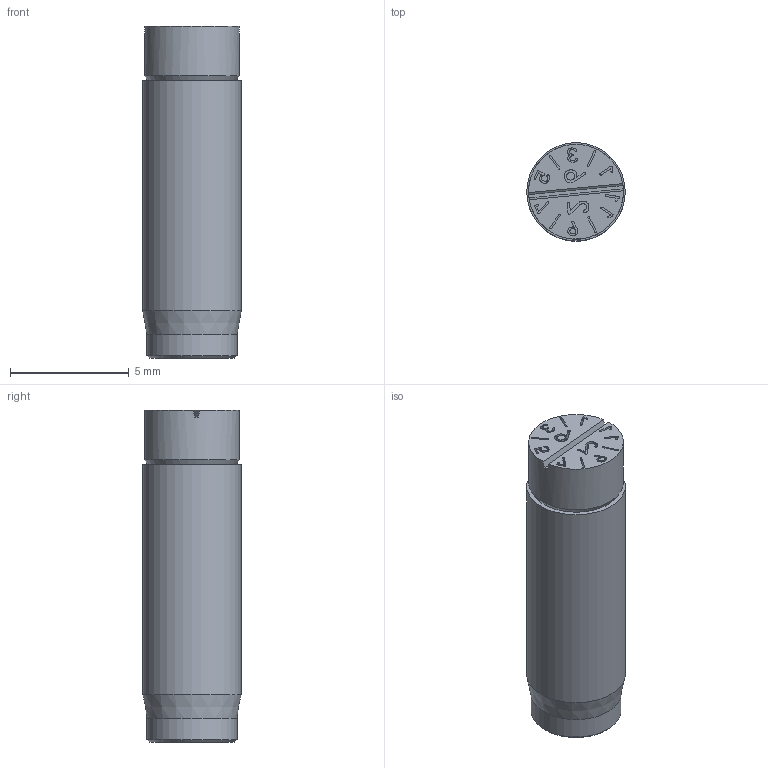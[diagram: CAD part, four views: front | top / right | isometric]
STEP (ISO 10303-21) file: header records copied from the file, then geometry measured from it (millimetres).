
FILE_DESCRIPTION(/* description */ (''),/* implementation_level */ '2;1');
FILE_NAME(/* name */ 'Dati-3000_A$4$Jahr.stp',/* time_stamp */ '2025-08-28T15:01:29+02:00',/* author */ ('olafg'),/* organization */ (''),/* preprocessor_version */ 'ST-DEVELOPER v20',/* originating_system */ 'Autodesk Inventor 2024',/* authorisation */ '');
FILE_SCHEMA (('AUTOMOTIVE_DESIGN { 1 0 10303 214 3 1 1 }'));
Length unit declared in the file: millimetre
Products named in the file (3): Zusammenbau 1004; 1004-01-00 Hülse; 2004-05-00 Stelleinsatz
Assembly tree (2 placements, depth 2):
  Zusammenbau 1004
    1004-01-00 Hülse
    2004-05-00 Stelleinsatz
Bounding box: 4.15 x 4.15 x 14 mm (x, y, z)
Volume: 168 mm3; surface area: 329.8 mm2
Topology: 2 solids, 2 shells, 210 faces, 566 edges, 376 vertices
Faces by surface type: bspline 124, plane 73, cone 7, cylinder 6
Full cylindrical faces by diameter (mm): 1.4 x1, 1.5 x1, 2 x1, 3.8 x1, 4 x1, 4.15 x1
Entity records: 7355 total; most frequent: CARTESIAN_POINT 2801, ORIENTED_EDGE 1132, EDGE_CURVE 566, DIRECTION 530, VERTEX_POINT 376, LINE 288, VECTOR 288, B_SPLINE_CURVE_WITH_KNOTS 248
